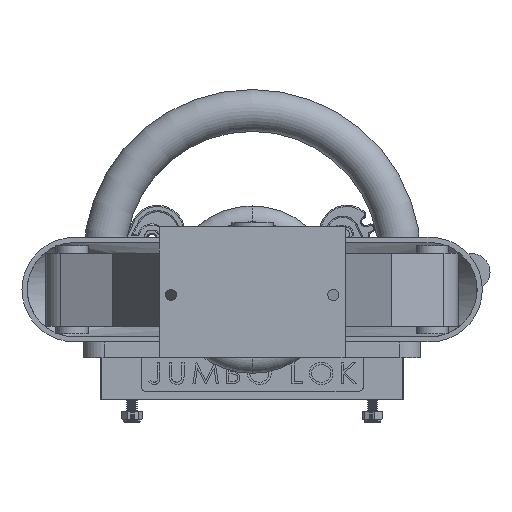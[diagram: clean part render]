
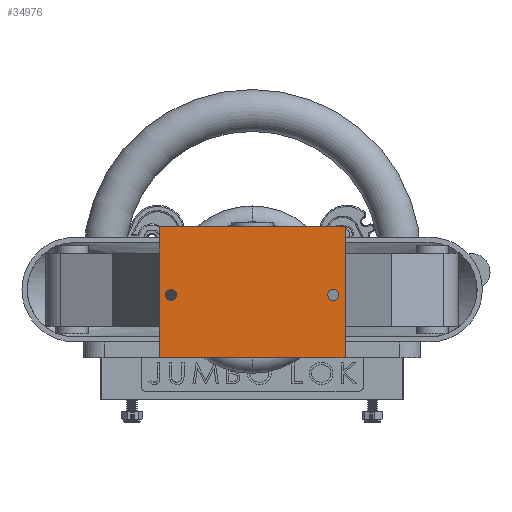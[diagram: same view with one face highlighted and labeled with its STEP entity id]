
A CAD part, front view. The second image highlights one B-rep face of the part: STEP entity #34976.
In plain terms, the highlighted planar face has unit normal (0, -1, 0).
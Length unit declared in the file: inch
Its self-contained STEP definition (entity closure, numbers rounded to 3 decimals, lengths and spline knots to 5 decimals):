
#2374 = FACE_BOUND ( 'NONE', #15028, .T. ) ;
#2470 = DIRECTION ( 'NONE',  ( 0., 0., -1. ) ) ;
#2647 = VECTOR ( 'NONE', #2470, 39.37008 ) ;
#3249 = CARTESIAN_POINT ( 'NONE',  ( 1.9375, -1.5, 1.5 ) ) ;
#3639 = EDGE_CURVE ( 'NONE', #12671, #22997, #43840, .T. ) ;
#6148 = CARTESIAN_POINT ( 'NONE',  ( 1.9375, -1.5, 1.63281 ) ) ;
#6325 = LINE ( 'NONE', #36822, #72486 ) ;
#9504 = DIRECTION ( 'NONE',  ( 0., 0., 1. ) ) ;
#12671 = VERTEX_POINT ( 'NONE', #65858 ) ;
#13119 = ORIENTED_EDGE ( 'NONE', *, *, #76038, .T. ) ;
#13934 = VERTEX_POINT ( 'NONE', #35844 ) ;
#14290 = VECTOR ( 'NONE', #16686, 39.37008 ) ;
#15028 = EDGE_LOOP ( 'NONE', ( #75114, #47142 ) ) ;
#15904 = CARTESIAN_POINT ( 'NONE',  ( -1.9375, -1.5, 1.5 ) ) ;
#16143 = DIRECTION ( 'NONE',  ( 0., 1., 0. ) ) ;
#16686 = DIRECTION ( 'NONE',  ( 1., 0., 0. ) ) ;
#17453 = EDGE_CURVE ( 'NONE', #18335, #80793, #19182, .T. ) ;
#17523 = DIRECTION ( 'NONE',  ( 0., 0., -1. ) ) ;
#18335 = VERTEX_POINT ( 'NONE', #76036 ) ;
#18906 = FACE_OUTER_BOUND ( 'NONE', #62649, .T. ) ;
#19182 = LINE ( 'NONE', #32917, #2647 ) ;
#19946 = ORIENTED_EDGE ( 'NONE', *, *, #64239, .T. ) ;
#21221 = VECTOR ( 'NONE', #38407, 39.37008 ) ;
#22134 = DIRECTION ( 'NONE',  ( 0., 0., 1. ) ) ;
#22997 = VERTEX_POINT ( 'NONE', #65904 ) ;
#23841 = ORIENTED_EDGE ( 'NONE', *, *, #17453, .F. ) ;
#27541 = DIRECTION ( 'NONE',  ( 0., 1., 0. ) ) ;
#29463 = CARTESIAN_POINT ( 'NONE',  ( -2.21875, -1.5, 0. ) ) ;
#29496 = VERTEX_POINT ( 'NONE', #29463 ) ;
#29668 = EDGE_CURVE ( 'NONE', #29496, #80793, #56265, .T. ) ;
#30408 = PLANE ( 'NONE',  #60056 ) ;
#30731 = VERTEX_POINT ( 'NONE', #6148 ) ;
#31051 = CARTESIAN_POINT ( 'NONE',  ( -2.21875, -1.5, 0. ) ) ;
#31832 = AXIS2_PLACEMENT_3D ( 'NONE', #64787, #27541, #71045 ) ;
#32917 = CARTESIAN_POINT ( 'NONE',  ( 2.21875, -1.5, 3.125 ) ) ;
#33290 = CIRCLE ( 'NONE', #34033, 0.13281 ) ;
#34033 = AXIS2_PLACEMENT_3D ( 'NONE', #3249, #46747, #9504 ) ;
#34976 = ADVANCED_FACE ( 'NONE', ( #2374, #66574, #18906 ), #30408, .F. ) ;
#35844 = CARTESIAN_POINT ( 'NONE',  ( -2.21875, -1.5, 3.125 ) ) ;
#36677 = DIRECTION ( 'NONE',  ( 0., 0., 1. ) ) ;
#36822 = CARTESIAN_POINT ( 'NONE',  ( -2.21875, -1.5, 3.125 ) ) ;
#38269 = CIRCLE ( 'NONE', #69071, 0.13281 ) ;
#38407 = DIRECTION ( 'NONE',  ( 1., 0., 0. ) ) ;
#41089 = EDGE_LOOP ( 'NONE', ( #19946, #51188 ) ) ;
#41407 = CARTESIAN_POINT ( 'NONE',  ( -2.21875, -1.5, 3.125 ) ) ;
#41462 = CIRCLE ( 'NONE', #31832, 0.13281 ) ;
#43840 = CIRCLE ( 'NONE', #66732, 0.13281 ) ;
#44530 = VERTEX_POINT ( 'NONE', #68562 ) ;
#46747 = DIRECTION ( 'NONE',  ( 0., 1., 0. ) ) ;
#47142 = ORIENTED_EDGE ( 'NONE', *, *, #76335, .T. ) ;
#49833 = EDGE_CURVE ( 'NONE', #30731, #44530, #33290, .T. ) ;
#51188 = ORIENTED_EDGE ( 'NONE', *, *, #3639, .T. ) ;
#53379 = CARTESIAN_POINT ( 'NONE',  ( -1.9375, -1.5, 1.5 ) ) ;
#54017 = ORIENTED_EDGE ( 'NONE', *, *, #74642, .F. ) ;
#56265 = LINE ( 'NONE', #31051, #21221 ) ;
#59387 = DIRECTION ( 'NONE',  ( 0., 1., 0. ) ) ;
#59633 = DIRECTION ( 'NONE',  ( 0., 0., 1. ) ) ;
#60056 = AXIS2_PLACEMENT_3D ( 'NONE', #67652, #73938, #36677 ) ;
#62649 = EDGE_LOOP ( 'NONE', ( #70362, #23841, #54017, #13119 ) ) ;
#64239 = EDGE_CURVE ( 'NONE', #22997, #12671, #38269, .T. ) ;
#64787 = CARTESIAN_POINT ( 'NONE',  ( 1.9375, -1.5, 1.5 ) ) ;
#65858 = CARTESIAN_POINT ( 'NONE',  ( -1.9375, -1.5, 1.36719 ) ) ;
#65904 = CARTESIAN_POINT ( 'NONE',  ( -1.9375, -1.5, 1.63281 ) ) ;
#66251 = CARTESIAN_POINT ( 'NONE',  ( 2.21875, -1.5, 0. ) ) ;
#66574 = FACE_BOUND ( 'NONE', #41089, .T. ) ;
#66732 = AXIS2_PLACEMENT_3D ( 'NONE', #53379, #16143, #59633 ) ;
#67652 = CARTESIAN_POINT ( 'NONE',  ( -2.21875, -1.5, 3.125 ) ) ;
#68562 = CARTESIAN_POINT ( 'NONE',  ( 1.9375, -1.5, 1.36719 ) ) ;
#69071 = AXIS2_PLACEMENT_3D ( 'NONE', #15904, #59387, #22134 ) ;
#70362 = ORIENTED_EDGE ( 'NONE', *, *, #29668, .T. ) ;
#71045 = DIRECTION ( 'NONE',  ( 0., 0., 1. ) ) ;
#72486 = VECTOR ( 'NONE', #17523, 39.37008 ) ;
#73938 = DIRECTION ( 'NONE',  ( 0., 1., 0. ) ) ;
#74642 = EDGE_CURVE ( 'NONE', #13934, #18335, #78573, .T. ) ;
#75114 = ORIENTED_EDGE ( 'NONE', *, *, #49833, .T. ) ;
#76036 = CARTESIAN_POINT ( 'NONE',  ( 2.21875, -1.5, 3.125 ) ) ;
#76038 = EDGE_CURVE ( 'NONE', #13934, #29496, #6325, .T. ) ;
#76335 = EDGE_CURVE ( 'NONE', #44530, #30731, #41462, .T. ) ;
#78573 = LINE ( 'NONE', #41407, #14290 ) ;
#80793 = VERTEX_POINT ( 'NONE', #66251 ) ;
